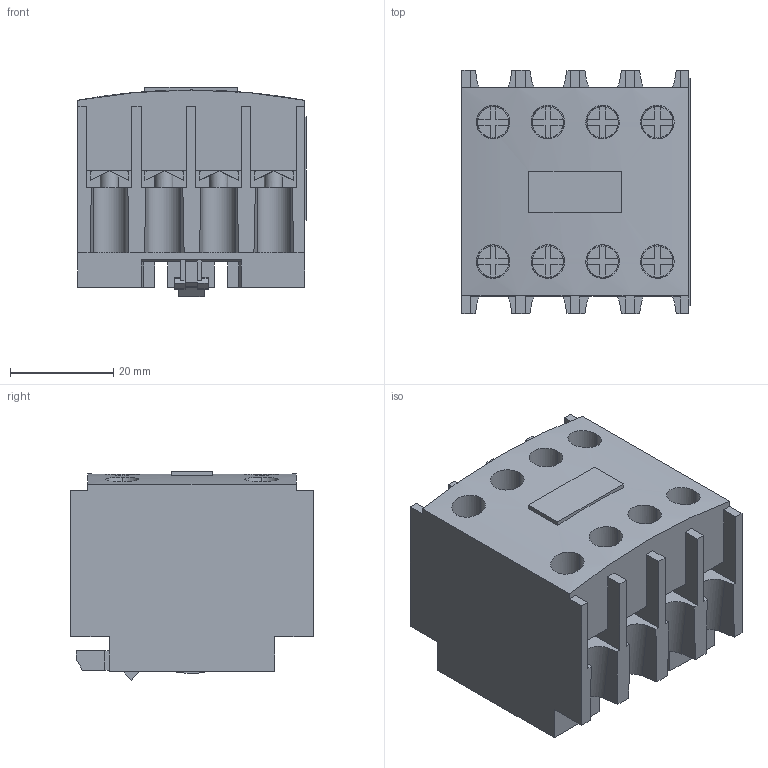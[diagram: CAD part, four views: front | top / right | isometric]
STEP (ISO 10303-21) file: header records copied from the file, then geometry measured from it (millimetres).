
FILE_DESCRIPTION((''),'2;1');
FILE_NAME('LADSN-4CT-3D_ASM','2022-09-09T12:24:01',('SESA507772'),('Schneider-Electric'),'CREO PARAMETRIC BY PTC INC, 2021284','CREO PARAMETRIC BY PTC INC, 2021284','');
FILE_SCHEMA(('AP242_MANAGED_MODEL_BASED_3D_ENGINEERING_MIM_LF { 1 0 10303 442 1 1 4 }'));
Length unit declared in the file: millimetre
Products named in the file (2): LADSN-4CT; LADSN-4CT-3D_ASM
Assembly tree (1 placements, depth 2):
  LADSN-4CT-3D_ASM
    LADSN-4CT
Bounding box: 44.2 x 47 x 40.5 mm (x, y, z)
Volume: 54907.8 mm3; surface area: 19107.4 mm2
Topology: 1 solids, 1 shells, 460 faces, 1407 edges, 938 vertices
Faces by surface type: plane 394, cylinder 66
Entity records: 24171 total; most frequent: CARTESIAN_POINT 3800, ORIENTED_EDGE 2814, DIRECTION 2403, PRESENTATION_STYLE_ASSIGNMENT 1692, STYLED_ITEM 1408, CURVE_STYLE 1407, EDGE_CURVE 1407, VECTOR 1113
